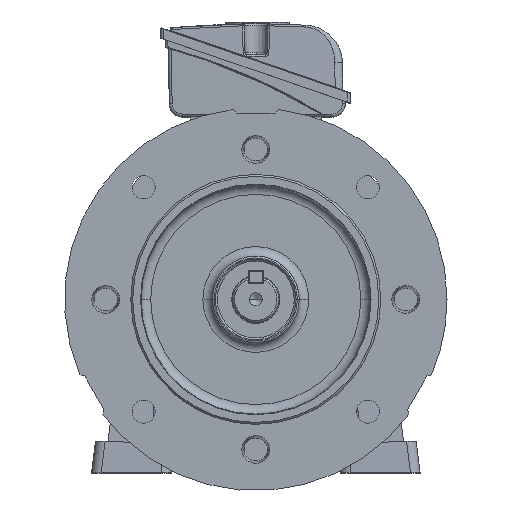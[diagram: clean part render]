
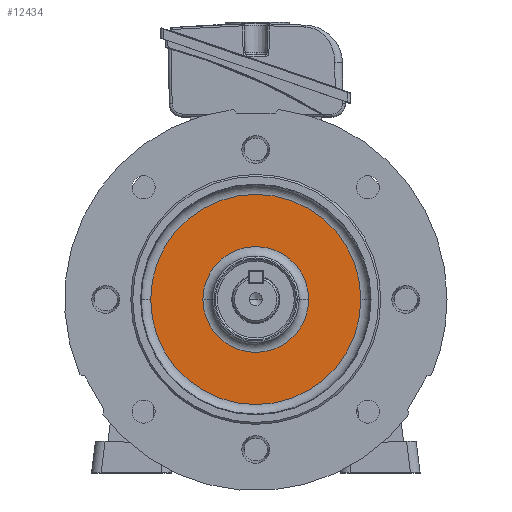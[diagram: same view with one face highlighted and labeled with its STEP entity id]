
A CAD part, top view. The second image highlights one B-rep face of the part: STEP entity #12434.
In plain terms, the highlighted planar face has unit normal (0, 0, 1).
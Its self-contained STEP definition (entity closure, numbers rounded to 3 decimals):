
#288 = EDGE_LOOP ( 'NONE', ( #14903, #23217 ) ) ;
#483 = VERTEX_POINT ( 'NONE', #62831 ) ;
#2756 = ORIENTED_EDGE ( 'NONE', *, *, #50004, .F. ) ;
#3784 = AXIS2_PLACEMENT_3D ( 'NONE', #66035, #46017, #34148 ) ;
#3892 = DIRECTION ( 'NONE',  ( 0., 0., 1. ) ) ;
#7217 = DIRECTION ( 'NONE',  ( 1., 0., 0. ) ) ;
#7805 = DIRECTION ( 'NONE',  ( 1., 0., 0. ) ) ;
#11257 = EDGE_CURVE ( 'NONE', #483, #66629, #44037, .T. ) ;
#12434 = ADVANCED_FACE ( 'NONE', ( #31318, #52675 ), #32007, .F. ) ;
#12471 = CARTESIAN_POINT ( 'NONE',  ( 0., 0., 0. ) ) ;
#13478 = CIRCLE ( 'NONE', #52623, 27.507 ) ;
#14903 = ORIENTED_EDGE ( 'NONE', *, *, #11257, .T. ) ;
#17132 = EDGE_CURVE ( 'NONE', #66629, #483, #42006, .T. ) ;
#17630 = CARTESIAN_POINT ( 'NONE',  ( -54.647, 0., 0. ) ) ;
#19927 = EDGE_CURVE ( 'NONE', #30740, #64513, #64437, .T. ) ;
#21157 = CARTESIAN_POINT ( 'NONE',  ( 0., 27.507, 0. ) ) ;
#23217 = ORIENTED_EDGE ( 'NONE', *, *, #17132, .T. ) ;
#30740 = VERTEX_POINT ( 'NONE', #64122 ) ;
#31318 = FACE_BOUND ( 'NONE', #46760, .T. ) ;
#31649 = AXIS2_PLACEMENT_3D ( 'NONE', #21157, #42162, #35887 ) ;
#32007 = PLANE ( 'NONE',  #31649 ) ;
#34148 = DIRECTION ( 'NONE',  ( 1., 0., 0. ) ) ;
#35887 = DIRECTION ( 'NONE',  ( -1., 0., 0. ) ) ;
#42006 = CIRCLE ( 'NONE', #55423, 54.647 ) ;
#42162 = DIRECTION ( 'NONE',  ( 0., 0., -1. ) ) ;
#44037 = CIRCLE ( 'NONE', #3784, 54.647 ) ;
#44681 = DIRECTION ( 'NONE',  ( 0., 0., 1. ) ) ;
#46017 = DIRECTION ( 'NONE',  ( 0., 0., 1. ) ) ;
#46760 = EDGE_LOOP ( 'NONE', ( #2756, #68139 ) ) ;
#50004 = EDGE_CURVE ( 'NONE', #64513, #30740, #13478, .T. ) ;
#51179 = CARTESIAN_POINT ( 'NONE',  ( 0., 0., 0. ) ) ;
#52623 = AXIS2_PLACEMENT_3D ( 'NONE', #51179, #3892, #67320 ) ;
#52675 = FACE_OUTER_BOUND ( 'NONE', #288, .T. ) ;
#53202 = AXIS2_PLACEMENT_3D ( 'NONE', #56133, #66312, #7805 ) ;
#55423 = AXIS2_PLACEMENT_3D ( 'NONE', #12471, #44681, #7217 ) ;
#56133 = CARTESIAN_POINT ( 'NONE',  ( 0., 0., 0. ) ) ;
#62831 = CARTESIAN_POINT ( 'NONE',  ( 54.647, 0., 0. ) ) ;
#64122 = CARTESIAN_POINT ( 'NONE',  ( -27.507, 0., 0. ) ) ;
#64437 = CIRCLE ( 'NONE', #53202, 27.507 ) ;
#64513 = VERTEX_POINT ( 'NONE', #64761 ) ;
#64761 = CARTESIAN_POINT ( 'NONE',  ( 27.507, 0., 0. ) ) ;
#66035 = CARTESIAN_POINT ( 'NONE',  ( 0., 0., 0. ) ) ;
#66312 = DIRECTION ( 'NONE',  ( 0., 0., 1. ) ) ;
#66629 = VERTEX_POINT ( 'NONE', #17630 ) ;
#67320 = DIRECTION ( 'NONE',  ( 1., 0., 0. ) ) ;
#68139 = ORIENTED_EDGE ( 'NONE', *, *, #19927, .F. ) ;
